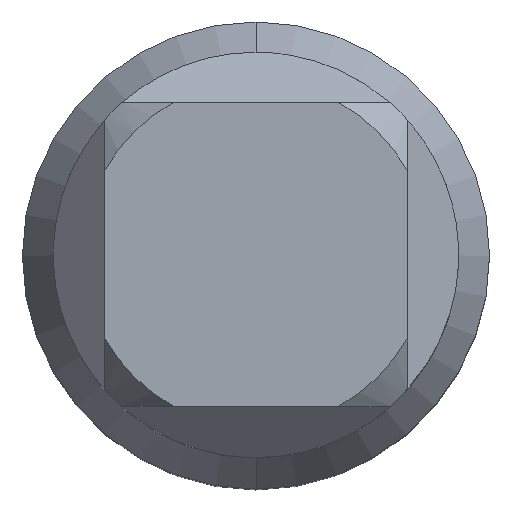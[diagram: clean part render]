
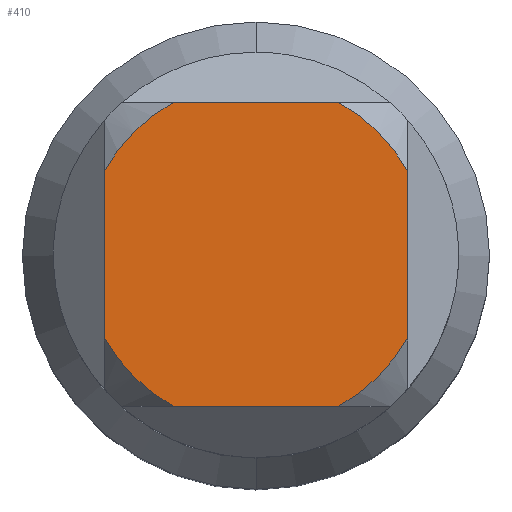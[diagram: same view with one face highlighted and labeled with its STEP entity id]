
A CAD part, top view. The second image highlights one B-rep face of the part: STEP entity #410.
In plain terms, the highlighted planar face has unit normal (0, 0, 1).
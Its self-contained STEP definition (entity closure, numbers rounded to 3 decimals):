
#1 = AXIS2_PLACEMENT_3D ( 'NONE', #123, #39, #235 ) ;
#4 = ORIENTED_EDGE ( 'NONE', *, *, #594, .T. ) ;
#6 = VECTOR ( 'NONE', #740, 1000. ) ;
#14 = ORIENTED_EDGE ( 'NONE', *, *, #655, .T. ) ;
#18 = ORIENTED_EDGE ( 'NONE', *, *, #455, .T. ) ;
#29 = EDGE_CURVE ( 'NONE', #1043, #586, #1044, .T. ) ;
#38 = LINE ( 'NONE', #838, #6 ) ;
#39 = DIRECTION ( 'NONE',  ( 0., 0., 1. ) ) ;
#53 = LINE ( 'NONE', #523, #226 ) ;
#79 = VERTEX_POINT ( 'NONE', #501 ) ;
#89 = VERTEX_POINT ( 'NONE', #878 ) ;
#123 = CARTESIAN_POINT ( 'NONE',  ( 0., 0., 34.829 ) ) ;
#141 = VECTOR ( 'NONE', #214, 1000. ) ;
#158 = FACE_OUTER_BOUND ( 'NONE', #337, .T. ) ;
#170 = CIRCLE ( 'NONE', #1010, 12.188 ) ;
#204 = DIRECTION ( 'NONE',  ( 0., -1., 0. ) ) ;
#212 = CARTESIAN_POINT ( 'NONE',  ( 0., 0., 34.829 ) ) ;
#214 = DIRECTION ( 'NONE',  ( -1., 0., 0. ) ) ;
#226 = VECTOR ( 'NONE', #270, 1000. ) ;
#235 = DIRECTION ( 'NONE',  ( 0., -1., 0. ) ) ;
#270 = DIRECTION ( 'NONE',  ( 0., -1., 0. ) ) ;
#272 = LINE ( 'NONE', #1006, #141 ) ;
#296 = VERTEX_POINT ( 'NONE', #1090 ) ;
#333 = DIRECTION ( 'NONE',  ( 0., 0., 1. ) ) ;
#337 = EDGE_LOOP ( 'NONE', ( #903, #4, #776, #503, #634, #601, #14, #18 ) ) ;
#342 = DIRECTION ( 'NONE',  ( 0., 1., 0. ) ) ;
#347 = VECTOR ( 'NONE', #342, 1000. ) ;
#354 = DIRECTION ( 'NONE',  ( 0., -1., 0. ) ) ;
#356 = DIRECTION ( 'NONE',  ( 0., 0., 1. ) ) ;
#382 = EDGE_CURVE ( 'NONE', #489, #296, #974, .T. ) ;
#408 = DIRECTION ( 'NONE',  ( 0., 0., 1. ) ) ;
#410 = ADVANCED_FACE ( 'NONE', ( #158 ), #666, .T. ) ;
#414 = CARTESIAN_POINT ( 'NONE',  ( -10.705, -5.826, 34.829 ) ) ;
#445 = VERTEX_POINT ( 'NONE', #835 ) ;
#454 = CIRCLE ( 'NONE', #757, 12.188 ) ;
#455 = EDGE_CURVE ( 'NONE', #445, #489, #272, .T. ) ;
#489 = VERTEX_POINT ( 'NONE', #925 ) ;
#501 = CARTESIAN_POINT ( 'NONE',  ( -5.826, -10.705, 34.829 ) ) ;
#503 = ORIENTED_EDGE ( 'NONE', *, *, #975, .T. ) ;
#511 = AXIS2_PLACEMENT_3D ( 'NONE', #212, #820, #204 ) ;
#523 = CARTESIAN_POINT ( 'NONE',  ( -10.705, 0., 34.829 ) ) ;
#561 = EDGE_CURVE ( 'NONE', #717, #79, #170, .T. ) ;
#579 = AXIS2_PLACEMENT_3D ( 'NONE', #700, #333, #354 ) ;
#586 = VERTEX_POINT ( 'NONE', #610 ) ;
#594 = EDGE_CURVE ( 'NONE', #296, #717, #53, .T. ) ;
#601 = ORIENTED_EDGE ( 'NONE', *, *, #701, .T. ) ;
#610 = CARTESIAN_POINT ( 'NONE',  ( 10.705, -5.826, 34.829 ) ) ;
#634 = ORIENTED_EDGE ( 'NONE', *, *, #29, .T. ) ;
#645 = LINE ( 'NONE', #694, #347 ) ;
#655 = EDGE_CURVE ( 'NONE', #89, #445, #454, .T. ) ;
#666 = PLANE ( 'NONE',  #1 ) ;
#694 = CARTESIAN_POINT ( 'NONE',  ( 10.705, 0., 34.829 ) ) ;
#700 = CARTESIAN_POINT ( 'NONE',  ( 0., 0., 34.829 ) ) ;
#701 = EDGE_CURVE ( 'NONE', #586, #89, #645, .T. ) ;
#706 = DIRECTION ( 'NONE',  ( 0., -1., 0. ) ) ;
#717 = VERTEX_POINT ( 'NONE', #414 ) ;
#740 = DIRECTION ( 'NONE',  ( 1., 0., 0. ) ) ;
#757 = AXIS2_PLACEMENT_3D ( 'NONE', #1035, #408, #1106 ) ;
#776 = ORIENTED_EDGE ( 'NONE', *, *, #561, .T. ) ;
#820 = DIRECTION ( 'NONE',  ( 0., 0., 1. ) ) ;
#835 = CARTESIAN_POINT ( 'NONE',  ( 5.826, 10.705, 34.829 ) ) ;
#838 = CARTESIAN_POINT ( 'NONE',  ( 0., -10.705, 34.829 ) ) ;
#865 = CARTESIAN_POINT ( 'NONE',  ( 5.826, -10.705, 34.829 ) ) ;
#878 = CARTESIAN_POINT ( 'NONE',  ( 10.705, 5.826, 34.829 ) ) ;
#903 = ORIENTED_EDGE ( 'NONE', *, *, #382, .T. ) ;
#925 = CARTESIAN_POINT ( 'NONE',  ( -5.826, 10.705, 34.829 ) ) ;
#974 = CIRCLE ( 'NONE', #511, 12.188 ) ;
#975 = EDGE_CURVE ( 'NONE', #79, #1043, #38, .T. ) ;
#1006 = CARTESIAN_POINT ( 'NONE',  ( 0., 10.705, 34.829 ) ) ;
#1010 = AXIS2_PLACEMENT_3D ( 'NONE', #1132, #356, #706 ) ;
#1035 = CARTESIAN_POINT ( 'NONE',  ( 0., 0., 34.829 ) ) ;
#1043 = VERTEX_POINT ( 'NONE', #865 ) ;
#1044 = CIRCLE ( 'NONE', #579, 12.188 ) ;
#1090 = CARTESIAN_POINT ( 'NONE',  ( -10.705, 5.826, 34.829 ) ) ;
#1106 = DIRECTION ( 'NONE',  ( 0., -1., 0. ) ) ;
#1132 = CARTESIAN_POINT ( 'NONE',  ( 0., 0., 34.829 ) ) ;
